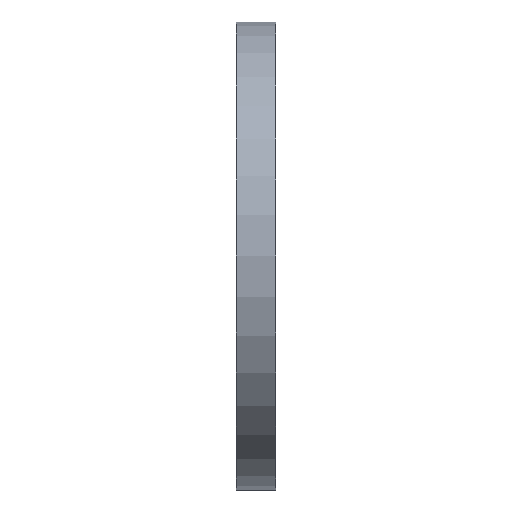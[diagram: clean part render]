
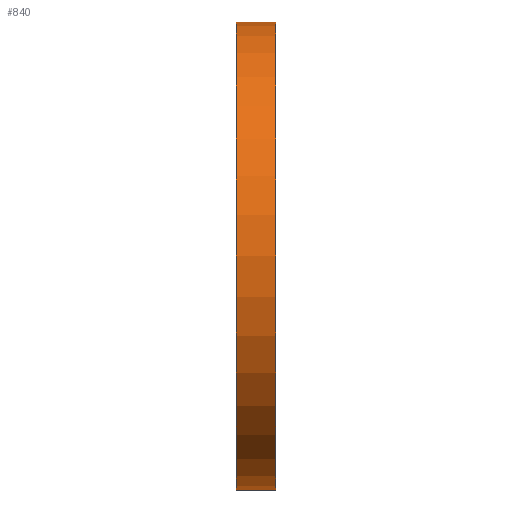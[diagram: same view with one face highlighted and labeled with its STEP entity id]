
A CAD part, left-side view. The second image highlights one B-rep face of the part: STEP entity #840.
In plain terms, the highlighted cylindrical face has radius 142.5 mm (diameter 285 mm), a partial arc.
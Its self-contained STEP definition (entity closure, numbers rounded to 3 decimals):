
#15 = CARTESIAN_POINT ( 'NONE',  ( 0., 0., 142.5 ) ) ;
#41 = CARTESIAN_POINT ( 'NONE',  ( 0., 24., 0. ) ) ;
#60 = DIRECTION ( 'NONE',  ( 0., 0., 1. ) ) ;
#75 = AXIS2_PLACEMENT_3D ( 'NONE', #41, #312, #803 ) ;
#88 = EDGE_CURVE ( 'NONE', #293, #455, #190, .T. ) ;
#143 = AXIS2_PLACEMENT_3D ( 'NONE', #747, #595, #813 ) ;
#168 = VERTEX_POINT ( 'NONE', #684 ) ;
#189 = CARTESIAN_POINT ( 'NONE',  ( 0., 0., 0. ) ) ;
#190 = LINE ( 'NONE', #879, #733 ) ;
#217 = LINE ( 'NONE', #696, #728 ) ;
#265 = DIRECTION ( 'NONE',  ( 0., 1., 0. ) ) ;
#288 = CARTESIAN_POINT ( 'NONE',  ( 0., 0., -142.5 ) ) ;
#293 = VERTEX_POINT ( 'NONE', #15 ) ;
#312 = DIRECTION ( 'NONE',  ( 0., 1., 0. ) ) ;
#322 = FACE_OUTER_BOUND ( 'NONE', #506, .T. ) ;
#326 = EDGE_CURVE ( 'NONE', #342, #293, #839, .T. ) ;
#342 = VERTEX_POINT ( 'NONE', #288 ) ;
#396 = CYLINDRICAL_SURFACE ( 'NONE', #143, 142.5 ) ;
#403 = DIRECTION ( 'NONE',  ( 0., 1., 0. ) ) ;
#416 = CARTESIAN_POINT ( 'NONE',  ( 0., 24., 142.5 ) ) ;
#417 = EDGE_CURVE ( 'NONE', #342, #168, #217, .T. ) ;
#455 = VERTEX_POINT ( 'NONE', #416 ) ;
#486 = DIRECTION ( 'NONE',  ( 0., 1., 0. ) ) ;
#506 = EDGE_LOOP ( 'NONE', ( #508, #695, #876, #650 ) ) ;
#508 = ORIENTED_EDGE ( 'NONE', *, *, #417, .F. ) ;
#595 = DIRECTION ( 'NONE',  ( 0., 1., 0. ) ) ;
#647 = EDGE_CURVE ( 'NONE', #168, #455, #666, .T. ) ;
#650 = ORIENTED_EDGE ( 'NONE', *, *, #647, .F. ) ;
#666 = CIRCLE ( 'NONE', #75, 142.5 ) ;
#684 = CARTESIAN_POINT ( 'NONE',  ( 0., 24., -142.5 ) ) ;
#695 = ORIENTED_EDGE ( 'NONE', *, *, #326, .T. ) ;
#696 = CARTESIAN_POINT ( 'NONE',  ( 0., 34.695, -142.5 ) ) ;
#728 = VECTOR ( 'NONE', #486, 1000. ) ;
#733 = VECTOR ( 'NONE', #265, 1000. ) ;
#747 = CARTESIAN_POINT ( 'NONE',  ( 0., 34.695, 0. ) ) ;
#803 = DIRECTION ( 'NONE',  ( 0., 0., 1. ) ) ;
#813 = DIRECTION ( 'NONE',  ( 0., 0., 1. ) ) ;
#839 = CIRCLE ( 'NONE', #878, 142.5 ) ;
#840 = ADVANCED_FACE ( 'NONE', ( #322 ), #396, .T. ) ;
#876 = ORIENTED_EDGE ( 'NONE', *, *, #88, .T. ) ;
#878 = AXIS2_PLACEMENT_3D ( 'NONE', #189, #403, #60 ) ;
#879 = CARTESIAN_POINT ( 'NONE',  ( 0., 34.695, 142.5 ) ) ;
